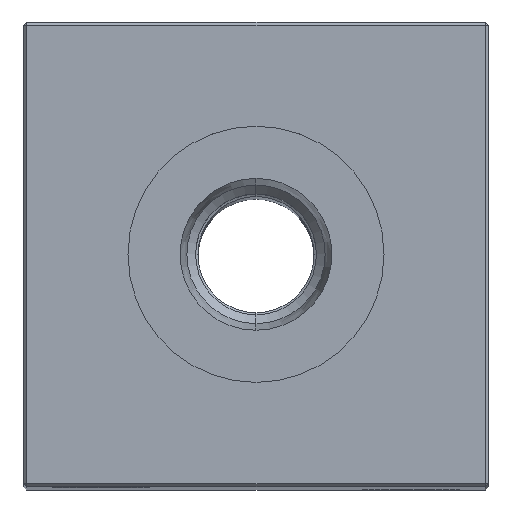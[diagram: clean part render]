
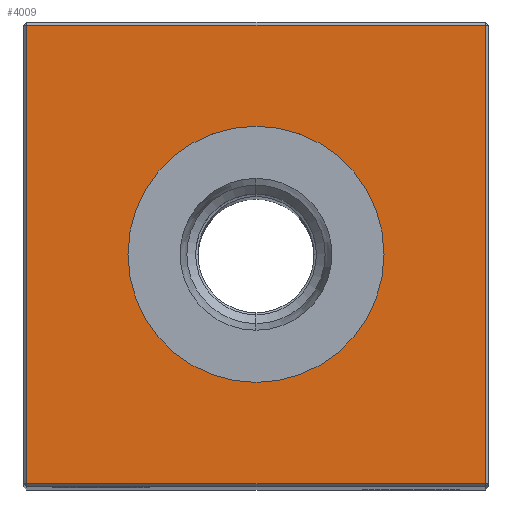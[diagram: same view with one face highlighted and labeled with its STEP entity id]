
A CAD part, top view. The second image highlights one B-rep face of the part: STEP entity #4009.
In plain terms, the highlighted planar face has unit normal (0, 0, 1).
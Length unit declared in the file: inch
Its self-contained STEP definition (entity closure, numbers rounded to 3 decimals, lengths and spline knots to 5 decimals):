
#1381 = LINE ( 'NONE', #14830, #5753 ) ;
#1742 = CARTESIAN_POINT ( 'NONE',  ( 0., 0., 6.25 ) ) ;
#1794 = VERTEX_POINT ( 'NONE', #9920 ) ;
#2155 = DIRECTION ( 'NONE',  ( 1., 0., 0. ) ) ;
#2851 = VECTOR ( 'NONE', #7719, 39.37008 ) ;
#3071 = DIRECTION ( 'NONE',  ( 0., 0., -1. ) ) ;
#3457 = ORIENTED_EDGE ( 'NONE', *, *, #16378, .T. ) ;
#3533 = DIRECTION ( 'NONE',  ( 0., -1., 0. ) ) ;
#4009 = ADVANCED_FACE ( 'NONE', ( #15689, #23401 ), #23159, .F. ) ;
#4128 = ORIENTED_EDGE ( 'NONE', *, *, #15811, .T. ) ;
#4397 = CARTESIAN_POINT ( 'NONE',  ( 0., 0.74, 6.25 ) ) ;
#5127 = VERTEX_POINT ( 'NONE', #23424 ) ;
#5190 = ORIENTED_EDGE ( 'NONE', *, *, #23611, .T. ) ;
#5753 = VECTOR ( 'NONE', #19996, 39.37008 ) ;
#7719 = DIRECTION ( 'NONE',  ( -1., 0., 0. ) ) ;
#9220 = DIRECTION ( 'NONE',  ( 0., 0., -1. ) ) ;
#9390 = CARTESIAN_POINT ( 'NONE',  ( 0., -0.74, 6.25 ) ) ;
#9920 = CARTESIAN_POINT ( 'NONE',  ( 0.74, 0.74, 6.25 ) ) ;
#9945 = VERTEX_POINT ( 'NONE', #20786 ) ;
#10348 = EDGE_LOOP ( 'NONE', ( #5190, #3457, #4128, #19127 ) ) ;
#10856 = CARTESIAN_POINT ( 'NONE',  ( 0.74, -0.74, 6.25 ) ) ;
#11225 = LINE ( 'NONE', #9390, #23741 ) ;
#11283 = DIRECTION ( 'NONE',  ( -1., 0., 0. ) ) ;
#11293 = AXIS2_PLACEMENT_3D ( 'NONE', #1742, #9220, #14837 ) ;
#13090 = LINE ( 'NONE', #16878, #22637 ) ;
#13739 = AXIS2_PLACEMENT_3D ( 'NONE', #24146, #22188, #11283 ) ;
#13848 = DIRECTION ( 'NONE',  ( -1., 0., 0. ) ) ;
#14179 = AXIS2_PLACEMENT_3D ( 'NONE', #17889, #3071, #13848 ) ;
#14317 = CARTESIAN_POINT ( 'NONE',  ( 0., -0.41339, 6.25 ) ) ;
#14830 = CARTESIAN_POINT ( 'NONE',  ( 0.74, 0., 6.25 ) ) ;
#14837 = DIRECTION ( 'NONE',  ( -1., 0., 0. ) ) ;
#15109 = VERTEX_POINT ( 'NONE', #19474 ) ;
#15689 = FACE_OUTER_BOUND ( 'NONE', #10348, .T. ) ;
#15811 = EDGE_CURVE ( 'NONE', #22325, #1794, #1381, .T. ) ;
#16378 = EDGE_CURVE ( 'NONE', #5127, #22325, #11225, .T. ) ;
#16878 = CARTESIAN_POINT ( 'NONE',  ( -0.74, 0., 6.25 ) ) ;
#17245 = LINE ( 'NONE', #4397, #2851 ) ;
#17889 = CARTESIAN_POINT ( 'NONE',  ( 0., 0., 6.25 ) ) ;
#18814 = EDGE_CURVE ( 'NONE', #19152, #9945, #20402, .T. ) ;
#19127 = ORIENTED_EDGE ( 'NONE', *, *, #20934, .T. ) ;
#19152 = VERTEX_POINT ( 'NONE', #14317 ) ;
#19303 = ORIENTED_EDGE ( 'NONE', *, *, #23395, .T. ) ;
#19474 = CARTESIAN_POINT ( 'NONE',  ( -0.74, 0.74, 6.25 ) ) ;
#19996 = DIRECTION ( 'NONE',  ( 0., 1., 0. ) ) ;
#20285 = CIRCLE ( 'NONE', #11293, 0.41339 ) ;
#20402 = CIRCLE ( 'NONE', #13739, 0.41339 ) ;
#20786 = CARTESIAN_POINT ( 'NONE',  ( 0., 0.41339, 6.25 ) ) ;
#20788 = EDGE_LOOP ( 'NONE', ( #19303, #22304 ) ) ;
#20934 = EDGE_CURVE ( 'NONE', #1794, #15109, #17245, .T. ) ;
#22188 = DIRECTION ( 'NONE',  ( 0., 0., -1. ) ) ;
#22304 = ORIENTED_EDGE ( 'NONE', *, *, #18814, .T. ) ;
#22325 = VERTEX_POINT ( 'NONE', #10856 ) ;
#22637 = VECTOR ( 'NONE', #3533, 39.37008 ) ;
#23159 = PLANE ( 'NONE',  #14179 ) ;
#23395 = EDGE_CURVE ( 'NONE', #9945, #19152, #20285, .T. ) ;
#23401 = FACE_BOUND ( 'NONE', #20788, .T. ) ;
#23424 = CARTESIAN_POINT ( 'NONE',  ( -0.74, -0.74, 6.25 ) ) ;
#23611 = EDGE_CURVE ( 'NONE', #15109, #5127, #13090, .T. ) ;
#23741 = VECTOR ( 'NONE', #2155, 39.37008 ) ;
#24146 = CARTESIAN_POINT ( 'NONE',  ( 0., 0., 6.25 ) ) ;
